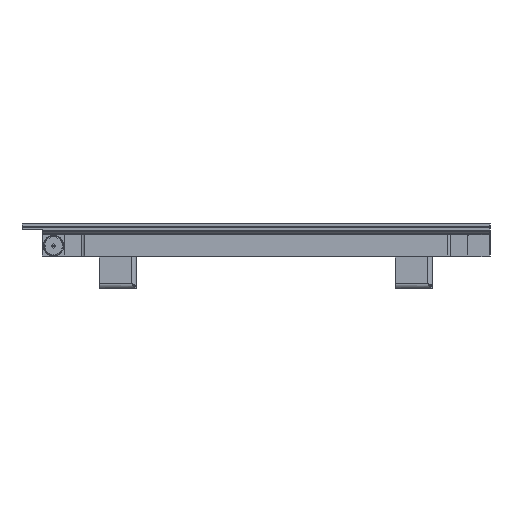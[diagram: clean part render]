
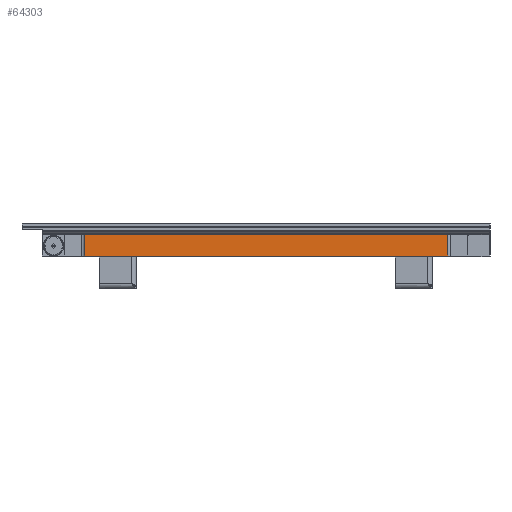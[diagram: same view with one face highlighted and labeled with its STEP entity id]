
A CAD part, left-side view. The second image highlights one B-rep face of the part: STEP entity #64303.
In plain terms, the highlighted planar face has unit normal (-1, 0, 0).
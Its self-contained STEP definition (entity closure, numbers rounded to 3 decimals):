
#4168=DIRECTION('',(0.,-1.,0.));
#4169=VECTOR('',#4168,24.);
#4170=CARTESIAN_POINT('',(-692.,-501.,0.));
#4171=LINE('',#4170,#4169);
#4175=DIRECTION('',(0.,0.,-1.));
#4176=VECTOR('',#4175,25.);
#4177=CARTESIAN_POINT('',(-692.,-476.127,0.));
#4178=LINE('',#4177,#4176);
#4182=DIRECTION('',(0.,-1.,0.));
#4183=VECTOR('',#4182,426.254);
#4184=CARTESIAN_POINT('',(-692.,-49.873,-25.));
#4185=LINE('',#4184,#4183);
#4189=DIRECTION('',(0.,0.,-1.));
#4190=VECTOR('',#4189,25.);
#4191=CARTESIAN_POINT('',(-692.,-49.873,0.));
#4192=LINE('',#4191,#4190);
#4196=DIRECTION('',(0.,0.,1.));
#4197=VECTOR('',#4196,0.161);
#4198=CARTESIAN_POINT('',(-692.,0.,0.));
#4199=LINE('',#4198,#4197);
#4203=DIRECTION('',(0.,1.,0.));
#4204=VECTOR('',#4203,526.);
#4205=CARTESIAN_POINT('',(-692.,-526.,0.161));
#4206=LINE('',#4205,#4204);
#4261=DIRECTION('',(0.,-1.,0.));
#4262=VECTOR('',#4261,24.873);
#4263=CARTESIAN_POINT('',(-692.,-476.127,0.));
#4264=LINE('',#4263,#4262);
#11907=DIRECTION('',(0.,0.,1.));
#11908=VECTOR('',#11907,0.161);
#11909=CARTESIAN_POINT('',(-692.,-526.,0.));
#11910=LINE('',#11909,#11908);
#12739=DIRECTION('',(0.,-1.,0.));
#12740=VECTOR('',#12739,1.);
#12741=CARTESIAN_POINT('',(-692.,-525.,0.));
#12742=LINE('',#12741,#12740);
#12790=DIRECTION('',(0.,-1.,0.));
#12791=VECTOR('',#12790,1.);
#12792=CARTESIAN_POINT('',(-692.,0.,0.));
#12793=LINE('',#12792,#12791);
#47184=DIRECTION('',(0.,-1.,0.));
#47185=VECTOR('',#47184,24.873);
#47186=CARTESIAN_POINT('',(-692.,-25.,0.));
#47187=LINE('',#47186,#47185);
#52101=DIRECTION('',(0.,-1.,0.));
#52102=VECTOR('',#52101,24.);
#52103=CARTESIAN_POINT('',(-692.,-1.,0.));
#52104=LINE('',#52103,#52102);
#54105=CARTESIAN_POINT('',(-692.,-526.,0.161));
#54106=VERTEX_POINT('',#54105);
#54341=CARTESIAN_POINT('',(-692.,-49.873,0.));
#54342=CARTESIAN_POINT('',(-692.,-49.873,-25.));
#54343=VERTEX_POINT('',#54341);
#54344=VERTEX_POINT('',#54342);
#54368=CARTESIAN_POINT('',(-692.,-476.127,0.));
#54369=CARTESIAN_POINT('',(-692.,-476.127,-25.));
#54370=VERTEX_POINT('',#54368);
#54371=VERTEX_POINT('',#54369);
#54431=CARTESIAN_POINT('',(-692.,0.,0.161));
#54432=VERTEX_POINT('',#54431);
#54483=CARTESIAN_POINT('',(-692.,-526.,0.));
#54485=VERTEX_POINT('',#54483);
#54487=CARTESIAN_POINT('',(-692.,0.,0.));
#54489=VERTEX_POINT('',#54487);
#54527=CARTESIAN_POINT('',(-692.,-1.,0.));
#54528=CARTESIAN_POINT('',(-692.,-25.,0.));
#54529=VERTEX_POINT('',#54527);
#54530=VERTEX_POINT('',#54528);
#57677=CARTESIAN_POINT('',(-692.,-501.,0.));
#57678=CARTESIAN_POINT('',(-692.,-525.,0.));
#57679=VERTEX_POINT('',#57677);
#57680=VERTEX_POINT('',#57678);
#64273=CARTESIAN_POINT('',(-692.,5474.,-26.));
#64274=DIRECTION('',(-1.,0.,0.));
#64275=DIRECTION('',(0.,0.,1.));
#64276=AXIS2_PLACEMENT_3D('',#64273,#64274,#64275);
#64277=PLANE('',#64276);
#64278=ORIENTED_EDGE('',*,*,#64254,.F.);
#64280=ORIENTED_EDGE('',*,*,#64279,.F.);
#64282=ORIENTED_EDGE('',*,*,#64281,.T.);
#64284=ORIENTED_EDGE('',*,*,#64283,.F.);
#64286=ORIENTED_EDGE('',*,*,#64285,.F.);
#64288=ORIENTED_EDGE('',*,*,#64287,.F.);
#64290=ORIENTED_EDGE('',*,*,#64289,.F.);
#64292=ORIENTED_EDGE('',*,*,#64291,.F.);
#64294=ORIENTED_EDGE('',*,*,#64293,.T.);
#64296=ORIENTED_EDGE('',*,*,#64295,.F.);
#64298=ORIENTED_EDGE('',*,*,#64297,.F.);
#64300=ORIENTED_EDGE('',*,*,#64299,.F.);
#64301=EDGE_LOOP('',(#64278,#64280,#64282,#64284,#64286,#64288,#64290,#64292,
#64294,#64296,#64298,#64300));
#64302=FACE_OUTER_BOUND('',#64301,.F.);
#64254=EDGE_CURVE('',#57679,#57680,#4171,.T.);
#64279=EDGE_CURVE('',#54370,#57679,#4264,.T.);
#64281=EDGE_CURVE('',#54370,#54371,#4178,.T.);
#64283=EDGE_CURVE('',#54344,#54371,#4185,.T.);
#64285=EDGE_CURVE('',#54343,#54344,#4192,.T.);
#64287=EDGE_CURVE('',#54530,#54343,#47187,.T.);
#64289=EDGE_CURVE('',#54529,#54530,#52104,.T.);
#64291=EDGE_CURVE('',#54489,#54529,#12793,.T.);
#64293=EDGE_CURVE('',#54489,#54432,#4199,.T.);
#64295=EDGE_CURVE('',#54106,#54432,#4206,.T.);
#64297=EDGE_CURVE('',#54485,#54106,#11910,.T.);
#64299=EDGE_CURVE('',#57680,#54485,#12742,.T.);
#64303=ADVANCED_FACE('',(#64302),#64277,.T.);
